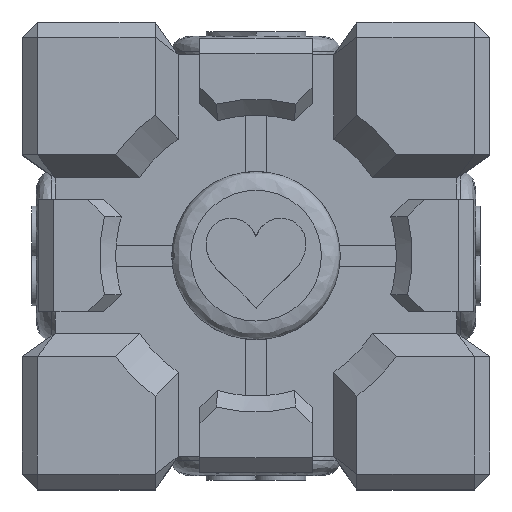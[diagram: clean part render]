
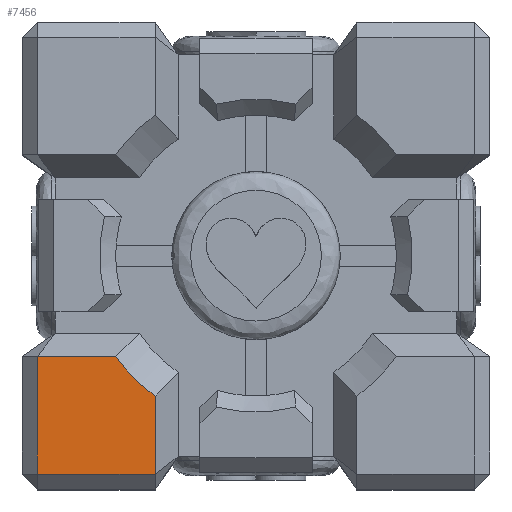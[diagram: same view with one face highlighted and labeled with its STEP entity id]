
A CAD part, top view. The second image highlights one B-rep face of the part: STEP entity #7456.
In plain terms, the highlighted planar face has unit normal (0, 0, 1).
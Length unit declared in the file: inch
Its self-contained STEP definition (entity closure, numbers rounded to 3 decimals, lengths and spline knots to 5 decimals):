
#170=CIRCLE('',#7937,1.47075);
#622=FACE_OUTER_BOUND('',#1062,.T.);
#1062=EDGE_LOOP('',(#5302,#5303,#5304,#5305,#5306));
#1489=LINE('',#10845,#2251);
#1498=LINE('',#10869,#2260);
#1735=LINE('',#11445,#2497);
#1737=LINE('',#11453,#2499);
#2251=VECTOR('',#8647,0.3937);
#2260=VECTOR('',#8664,0.3937);
#2497=VECTOR('',#9125,0.3937);
#2499=VECTOR('',#9129,0.3937);
#2999=VERTEX_POINT('',#10834);
#3003=VERTEX_POINT('',#10843);
#3010=VERTEX_POINT('',#10863);
#3199=VERTEX_POINT('',#11444);
#3201=VERTEX_POINT('',#11452);
#3724=EDGE_CURVE('',#3003,#2999,#1489,.T.);
#3734=EDGE_CURVE('',#3010,#3003,#1498,.T.);
#4009=EDGE_CURVE('',#3199,#2999,#1735,.T.);
#4012=EDGE_CURVE('',#3010,#3201,#1737,.T.);
#4013=EDGE_CURVE('',#3201,#3199,#170,.T.);
#5302=ORIENTED_EDGE('',*,*,#3724,.F.);
#5303=ORIENTED_EDGE('',*,*,#3734,.F.);
#5304=ORIENTED_EDGE('',*,*,#4012,.T.);
#5305=ORIENTED_EDGE('',*,*,#4013,.T.);
#5306=ORIENTED_EDGE('',*,*,#4009,.T.);
#7112=PLANE('',#7936);
#7456=ADVANCED_FACE('',(#622),#7112,.T.);
#7936=AXIS2_PLACEMENT_3D('',#11451,#9127,#9128);
#7937=AXIS2_PLACEMENT_3D('',#11454,#9130,#9131);
#8647=DIRECTION('',(0.,1.,0.));
#8664=DIRECTION('',(-1.,0.,0.));
#9125=DIRECTION('',(-1.,0.,0.));
#9127=DIRECTION('center_axis',(0.,0.,1.));
#9128=DIRECTION('ref_axis',(1.,0.,0.));
#9129=DIRECTION('',(0.,1.,0.));
#9130=DIRECTION('center_axis',(0.,0.,-1.));
#9131=DIRECTION('ref_axis',(-0.707,0.707,0.));
#10834=CARTESIAN_POINT('',(-1.85911,-0.85733,1.9875));
#10843=CARTESIAN_POINT('',(-1.85911,-1.85911,1.9875));
#10845=CARTESIAN_POINT('',(-1.85911,0.99375,1.9875));
#10863=CARTESIAN_POINT('',(-0.85733,-1.85911,1.9875));
#10869=CARTESIAN_POINT('',(-0.99375,-1.85911,1.9875));
#11444=CARTESIAN_POINT('',(-1.19503,-0.85733,1.9875));
#11445=CARTESIAN_POINT('',(-0.33125,-0.85733,1.9875));
#11451=CARTESIAN_POINT('Origin',(0.,0.,1.9875));
#11452=CARTESIAN_POINT('',(-0.85733,-1.19503,1.9875));
#11453=CARTESIAN_POINT('',(-0.85733,-0.99375,1.9875));
#11454=CARTESIAN_POINT('Origin',(0.,0.,
1.9875));
